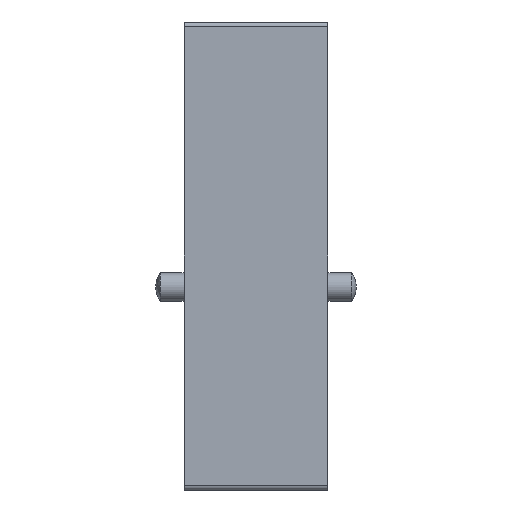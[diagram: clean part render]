
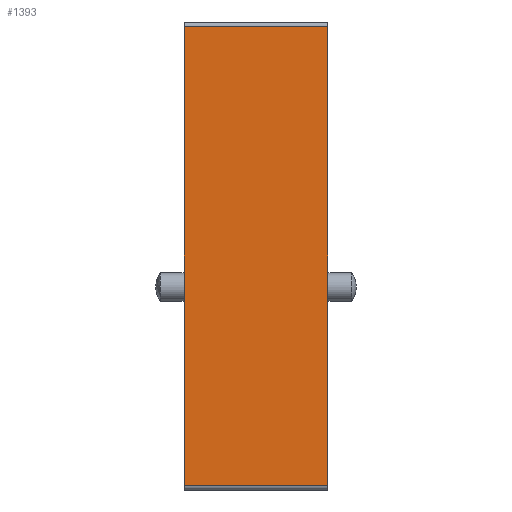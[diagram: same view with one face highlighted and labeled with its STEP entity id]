
A CAD part, front view. The second image highlights one B-rep face of the part: STEP entity #1393.
In plain terms, the highlighted planar face has unit normal (0, -1, 0).
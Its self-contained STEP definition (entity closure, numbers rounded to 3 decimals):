
#988 = DIRECTION ( 'NONE',  ( -1., 0., 0. ) ) ;
#989 = VECTOR ( 'NONE', #988, 1000. ) ;
#990 = CARTESIAN_POINT ( 'NONE',  ( 15., -29.25, 24. ) ) ;
#991 = LINE ( 'NONE', #990, #989 ) ;
#1232 = VERTEX_POINT ( 'NONE', #2132 ) ;
#1251 = EDGE_CURVE ( 'NONE', #1272, #1255, #2236, .T. ) ;
#1255 = VERTEX_POINT ( 'NONE', #2227 ) ;
#1272 = VERTEX_POINT ( 'NONE', #2265 ) ;
#1393 = ADVANCED_FACE ( 'NONE', ( #2665 ), #2650, .F. ) ;
#1394 = EDGE_LOOP ( 'NONE', ( #1395, #1398, #3607, #3606 ) ) ;
#1395 = ORIENTED_EDGE ( 'NONE', *, *, #1396, .T. ) ;
#1396 = EDGE_CURVE ( 'NONE', #1232, #1397, #2645, .T. ) ;
#1397 = VERTEX_POINT ( 'NONE', #2640 ) ;
#1398 = ORIENTED_EDGE ( 'NONE', *, *, #1399, .F. ) ;
#1399 = EDGE_CURVE ( 'NONE', #1255, #1397, #2641, .T. ) ;
#2001 = EDGE_CURVE ( 'NONE', #1272, #1232, #991, .T. ) ;
#2132 = CARTESIAN_POINT ( 'NONE',  ( 0., -29.25, 24. ) ) ;
#2227 = CARTESIAN_POINT ( 'NONE',  ( 15., -29.25, -24. ) ) ;
#2233 = DIRECTION ( 'NONE',  ( 0., 0., -1. ) ) ;
#2234 = VECTOR ( 'NONE', #2233, 1000. ) ;
#2235 = CARTESIAN_POINT ( 'NONE',  ( 15., -29.25, 24. ) ) ;
#2236 = LINE ( 'NONE', #2235, #2234 ) ;
#2265 = CARTESIAN_POINT ( 'NONE',  ( 15., -29.25, 24. ) ) ;
#2639 = CARTESIAN_POINT ( 'NONE',  ( 15., -29.25, -24. ) ) ;
#2640 = CARTESIAN_POINT ( 'NONE',  ( 0., -29.25, -24. ) ) ;
#2641 = LINE ( 'NONE', #2639, #2698 ) ;
#2642 = DIRECTION ( 'NONE',  ( 0., 0., -1. ) ) ;
#2643 = VECTOR ( 'NONE', #2642, 1000. ) ;
#2644 = CARTESIAN_POINT ( 'NONE',  ( 0., -29.25, 24. ) ) ;
#2645 = LINE ( 'NONE', #2644, #2643 ) ;
#2646 = DIRECTION ( 'NONE',  ( 0., 0., 1. ) ) ;
#2647 = DIRECTION ( 'NONE',  ( 0., 1., 0. ) ) ;
#2648 = CARTESIAN_POINT ( 'NONE',  ( 15., -29.25, 24. ) ) ;
#2649 = AXIS2_PLACEMENT_3D ( 'NONE', #2648, #2647, #2646 ) ;
#2650 = PLANE ( 'NONE',  #2649 ) ;
#2665 = FACE_OUTER_BOUND ( 'NONE', #1394, .T. ) ;
#2697 = DIRECTION ( 'NONE',  ( -1., 0., 0. ) ) ;
#2698 = VECTOR ( 'NONE', #2697, 1000. ) ;
#3606 = ORIENTED_EDGE ( 'NONE', *, *, #2001, .T. ) ;
#3607 = ORIENTED_EDGE ( 'NONE', *, *, #1251, .F. ) ;
